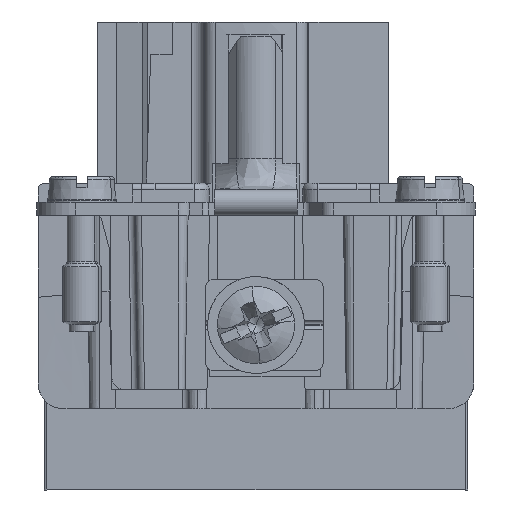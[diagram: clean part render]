
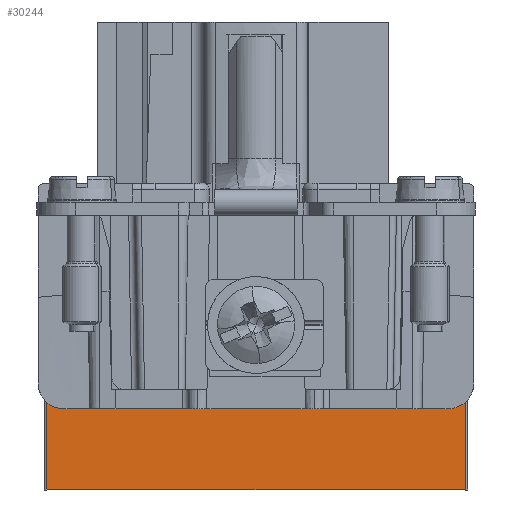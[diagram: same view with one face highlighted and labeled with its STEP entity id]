
A CAD part, front view. The second image highlights one B-rep face of the part: STEP entity #30244.
In plain terms, the highlighted planar face has unit normal (0, -1, 0).
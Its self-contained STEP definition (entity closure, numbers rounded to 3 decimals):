
#22344=AXIS2_PLACEMENT_3D('Plane Axis2P3D',#22341,#22342,#22343) ;
#22378=AXIS2_PLACEMENT_3D('Circle Axis2P3D',#22376,#22377,$) ;
#22385=AXIS2_PLACEMENT_3D('Circle Axis2P3D',#22383,#22384,$) ;
#24102=AXIS2_PLACEMENT_3D('Circle Axis2P3D',#24100,#24101,$) ;
#24111=AXIS2_PLACEMENT_3D('Circle Axis2P3D',#24109,#24110,$) ;
#22341=CARTESIAN_POINT('Axis2P3D Location',(17.,15.35,23.8)) ;
#22356=CARTESIAN_POINT('Vertex',(0.768,15.35,6.808)) ;
#22376=CARTESIAN_POINT('Axis2P3D Location',(2.1,15.35,8.3)) ;
#22380=CARTESIAN_POINT('Vertex',(1.568,15.35,6.372)) ;
#22383=CARTESIAN_POINT('Axis2P3D Location',(2.1,15.35,8.3)) ;
#22387=CARTESIAN_POINT('Vertex',(2.1,15.35,6.3)) ;
#24100=CARTESIAN_POINT('Axis2P3D Location',(31.9,15.35,8.3)) ;
#24104=CARTESIAN_POINT('Vertex',(31.9,15.35,6.3)) ;
#24106=CARTESIAN_POINT('Vertex',(32.432,15.35,6.372)) ;
#24109=CARTESIAN_POINT('Axis2P3D Location',(31.9,15.35,8.3)) ;
#24113=CARTESIAN_POINT('Vertex',(33.232,15.35,6.808)) ;
#25159=CARTESIAN_POINT('Line Origine',(9.275,15.35,6.3)) ;
#25163=CARTESIAN_POINT('Vertex',(16.45,15.35,6.3)) ;
#25166=CARTESIAN_POINT('Line Origine',(19.8,15.35,6.3)) ;
#25170=CARTESIAN_POINT('Vertex',(23.15,15.35,6.3)) ;
#25173=CARTESIAN_POINT('Line Origine',(27.525,15.35,6.3)) ;
#30183=CARTESIAN_POINT('Vertex',(0.768,15.35,0.)) ;
#30186=CARTESIAN_POINT('Line Origine',(0.768,15.35,8.3)) ;
#30204=CARTESIAN_POINT('Line Origine',(8.334,15.35,0.)) ;
#30208=CARTESIAN_POINT('Vertex',(15.9,15.35,0.)) ;
#30211=CARTESIAN_POINT('Line Origine',(17.,15.35,0.)) ;
#30215=CARTESIAN_POINT('Vertex',(18.1,15.35,0.)) ;
#30218=CARTESIAN_POINT('Line Origine',(25.666,15.35,0.)) ;
#30222=CARTESIAN_POINT('Vertex',(33.232,15.35,0.)) ;
#30225=CARTESIAN_POINT('Line Origine',(33.232,15.35,3.404)) ;
#22342=DIRECTION('Axis2P3D Direction',(0.,1.,0.)) ;
#22343=DIRECTION('Axis2P3D XDirection',(-1.,0.,0.)) ;
#22377=DIRECTION('Axis2P3D Direction',(0.,-1.,0.)) ;
#22384=DIRECTION('Axis2P3D Direction',(0.,-1.,0.)) ;
#24101=DIRECTION('Axis2P3D Direction',(0.,1.,0.)) ;
#24110=DIRECTION('Axis2P3D Direction',(0.,1.,0.)) ;
#25160=DIRECTION('Vector Direction',(1.,0.,0.)) ;
#25167=DIRECTION('Vector Direction',(1.,0.,0.)) ;
#25174=DIRECTION('Vector Direction',(1.,0.,0.)) ;
#30187=DIRECTION('Vector Direction',(0.,0.,-1.)) ;
#30205=DIRECTION('Vector Direction',(1.,0.,0.)) ;
#30212=DIRECTION('Vector Direction',(-1.,0.,0.)) ;
#30219=DIRECTION('Vector Direction',(-1.,0.,0.)) ;
#30226=DIRECTION('Vector Direction',(0.,0.,-1.)) ;
#25161=VECTOR('Line Direction',#25160,1.) ;
#25168=VECTOR('Line Direction',#25167,1.) ;
#25175=VECTOR('Line Direction',#25174,1.) ;
#30188=VECTOR('Line Direction',#30187,1.) ;
#30206=VECTOR('Line Direction',#30205,1.) ;
#30213=VECTOR('Line Direction',#30212,1.) ;
#30220=VECTOR('Line Direction',#30219,1.) ;
#30227=VECTOR('Line Direction',#30226,1.) ;
#30231=ORIENTED_EDGE('',*,*,#25172,.F.) ;
#30232=ORIENTED_EDGE('',*,*,#25165,.F.) ;
#30233=ORIENTED_EDGE('',*,*,#22389,.F.) ;
#30234=ORIENTED_EDGE('',*,*,#22382,.F.) ;
#30235=ORIENTED_EDGE('',*,*,#30190,.T.) ;
#30236=ORIENTED_EDGE('',*,*,#30210,.T.) ;
#30237=ORIENTED_EDGE('',*,*,#30217,.F.) ;
#30238=ORIENTED_EDGE('',*,*,#30224,.F.) ;
#30239=ORIENTED_EDGE('',*,*,#30229,.T.) ;
#30240=ORIENTED_EDGE('',*,*,#24115,.F.) ;
#30241=ORIENTED_EDGE('',*,*,#24108,.F.) ;
#30242=ORIENTED_EDGE('',*,*,#25177,.F.) ;
#30244=ADVANCED_FACE('Hauptkoerper',(#30243),#22345,.F.) ;
#22379=CIRCLE('generated circle',#22378,2.) ;
#22386=CIRCLE('generated circle',#22385,2.) ;
#24103=CIRCLE('generated circle',#24102,2.) ;
#24112=CIRCLE('generated circle',#24111,2.) ;
#22382=EDGE_CURVE('',#22357,#22381,#22379,.T.) ;
#22389=EDGE_CURVE('',#22381,#22388,#22386,.T.) ;
#24108=EDGE_CURVE('',#24105,#24107,#24103,.F.) ;
#24115=EDGE_CURVE('',#24107,#24114,#24112,.F.) ;
#25165=EDGE_CURVE('',#22388,#25164,#25162,.T.) ;
#25172=EDGE_CURVE('',#25164,#25171,#25169,.T.) ;
#25177=EDGE_CURVE('',#25171,#24105,#25176,.T.) ;
#30190=EDGE_CURVE('',#22357,#30184,#30189,.T.) ;
#30210=EDGE_CURVE('',#30184,#30209,#30207,.T.) ;
#30217=EDGE_CURVE('',#30216,#30209,#30214,.T.) ;
#30224=EDGE_CURVE('',#30223,#30216,#30221,.T.) ;
#30229=EDGE_CURVE('',#30223,#24114,#30228,.F.) ;
#30230=EDGE_LOOP('',(#30231,#30232,#30233,#30234,#30235,#30236,#30237,#30238,#30239,#30240,#30241,#30242)) ;
#30243=FACE_OUTER_BOUND('',#30230,.T.) ;
#25162=LINE('Line',#25159,#25161) ;
#25169=LINE('Line',#25166,#25168) ;
#25176=LINE('Line',#25173,#25175) ;
#30189=LINE('Line',#30186,#30188) ;
#30207=LINE('Line',#30204,#30206) ;
#30214=LINE('Line',#30211,#30213) ;
#30221=LINE('Line',#30218,#30220) ;
#30228=LINE('Line',#30225,#30227) ;
#22345=PLANE('',#22344) ;
#22357=VERTEX_POINT('',#22356) ;
#22381=VERTEX_POINT('',#22380) ;
#22388=VERTEX_POINT('',#22387) ;
#24105=VERTEX_POINT('',#24104) ;
#24107=VERTEX_POINT('',#24106) ;
#24114=VERTEX_POINT('',#24113) ;
#25164=VERTEX_POINT('',#25163) ;
#25171=VERTEX_POINT('',#25170) ;
#30184=VERTEX_POINT('',#30183) ;
#30209=VERTEX_POINT('',#30208) ;
#30216=VERTEX_POINT('',#30215) ;
#30223=VERTEX_POINT('',#30222) ;
